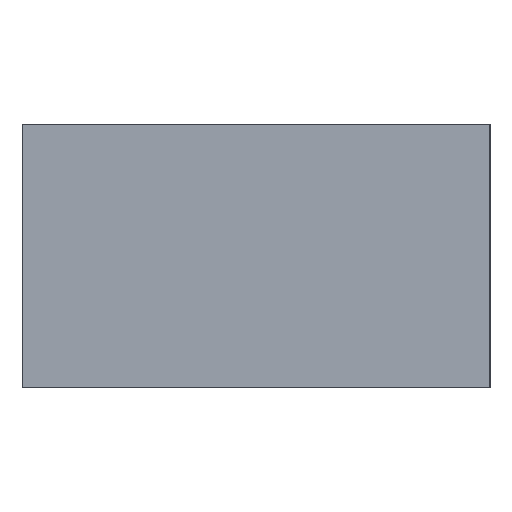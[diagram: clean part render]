
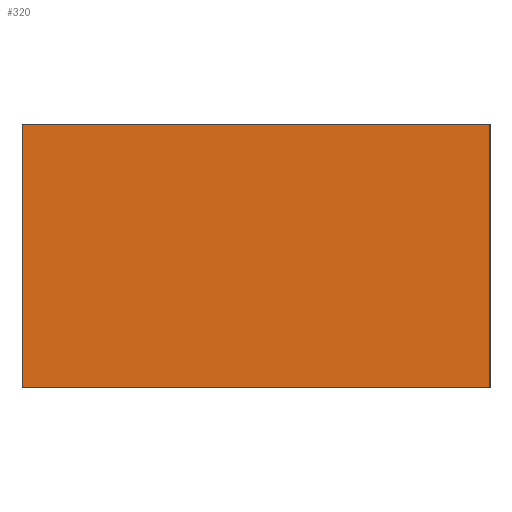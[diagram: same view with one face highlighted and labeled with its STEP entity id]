
A CAD part, left-side view. The second image highlights one B-rep face of the part: STEP entity #320.
In plain terms, the highlighted planar face has unit normal (-1, 0, 0).
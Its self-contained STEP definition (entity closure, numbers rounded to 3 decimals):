
#320 = ADVANCED_FACE( '', ( #709 ), #710, .T. );
#709 = FACE_OUTER_BOUND( '', #1197, .T. );
#710 = PLANE( '', #1198 );
#1197 = EDGE_LOOP( '', ( #2317, #2318, #2319, #2320 ) );
#1198 = AXIS2_PLACEMENT_3D( '', #2321, #2322, #2323 );
#2317 = ORIENTED_EDGE( '', *, *, #3507, .F. );
#2318 = ORIENTED_EDGE( '', *, *, #3330, .F. );
#2319 = ORIENTED_EDGE( '', *, *, #3494, .T. );
#2320 = ORIENTED_EDGE( '', *, *, #3409, .T. );
#2321 = CARTESIAN_POINT( '', ( -146.5, 39., -22. ) );
#2322 = DIRECTION( '', ( -1., 0., 0. ) );
#2323 = DIRECTION( '', ( 0., 0., 1. ) );
#3330 = EDGE_CURVE( '', #3881, #3877, #3883, .T. );
#3409 = EDGE_CURVE( '', #4008, #4005, #4009, .T. );
#3494 = EDGE_CURVE( '', #3881, #4008, #4139, .T. );
#3507 = EDGE_CURVE( '', #3877, #4005, #4157, .T. );
#3877 = VERTEX_POINT( '', #4894 );
#3881 = VERTEX_POINT( '', #4900 );
#3883 = LINE( '', #4903, #4904 );
#4005 = VERTEX_POINT( '', #5427 );
#4008 = VERTEX_POINT( '', #5431 );
#4009 = LINE( '', #5432, #5433 );
#4139 = LINE( '', #5767, #5768 );
#4157 = LINE( '', #5793, #5794 );
#4894 = CARTESIAN_POINT( '', ( -146.5, 39., 0. ) );
#4900 = CARTESIAN_POINT( '', ( -146.5, 39., -22. ) );
#4903 = CARTESIAN_POINT( '', ( -146.5, 39., -22. ) );
#4904 = VECTOR( '', #6546, 1000. );
#5427 = CARTESIAN_POINT( '', ( -146.5, 0., 0. ) );
#5431 = CARTESIAN_POINT( '', ( -146.5, 0., -22. ) );
#5432 = CARTESIAN_POINT( '', ( -146.5, 0., -22. ) );
#5433 = VECTOR( '', #6594, 1000. );
#5767 = CARTESIAN_POINT( '', ( -146.5, 39., -22. ) );
#5768 = VECTOR( '', #6662, 1000. );
#5793 = CARTESIAN_POINT( '', ( -146.5, 39., 0. ) );
#5794 = VECTOR( '', #6673, 1000. );
#6546 = DIRECTION( '', ( 0., 0., 1. ) );
#6594 = DIRECTION( '', ( 0., 0., 1. ) );
#6662 = DIRECTION( '', ( 0., -1., 0. ) );
#6673 = DIRECTION( '', ( 0., -1., 0. ) );
